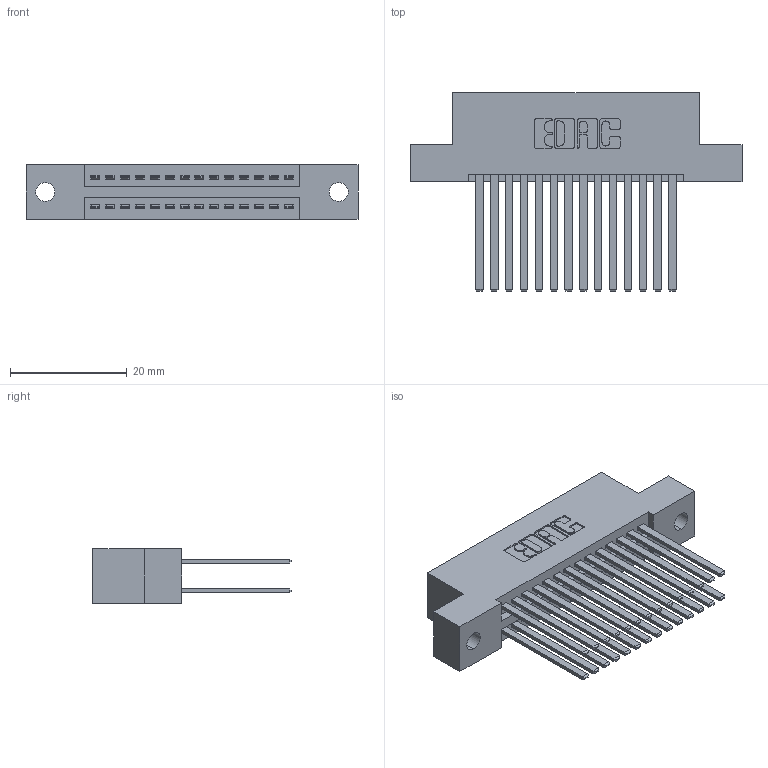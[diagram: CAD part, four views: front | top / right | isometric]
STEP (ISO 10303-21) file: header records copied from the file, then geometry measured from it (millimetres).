
FILE_DESCRIPTION (( 'STEP AP203' ), '1' );
FILE_NAME ('395-028-544-202.STEP', '2018-11-10T13:14:41', ( '' ), ( '' ), 'SwSTEP 2.0', 'SolidWorks 2016', '' );
FILE_SCHEMA (( 'CONFIG_CONTROL_DESIGN' ));
Length unit declared in the file: inch
Products named in the file (3): 345 Part_Flush Mounting Lugs - 0.128 Dia; 345-292-001_345-293-144; 395-028-544-202
Assembly tree (29 placements, depth 2):
  395-028-544-202
    345 Part_Flush Mounting Lugs - 0.128 Dia
    345-292-001_345-293-144  x28
Bounding box: 56.77 x 33.96 x 9.4 mm (x, y, z)
Volume: 5610.5 mm3; surface area: 8628.7 mm2
Topology: 29 solids, 29 shells, 1358 faces, 4009 edges, 2634 vertices
Faces by surface type: plane 892, cylinder 466
Entity records: 14573 total; most frequent: CARTESIAN_POINT 2468, ORIENTED_EDGE 2402, DIRECTION 2209, EDGE_CURVE 1201, VECTOR 1017, LINE 1017, VERTEX_POINT 798, AXIS2_PLACEMENT_3D 596
